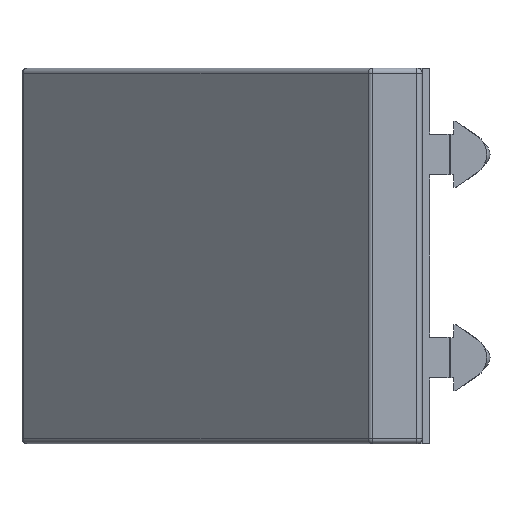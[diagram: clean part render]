
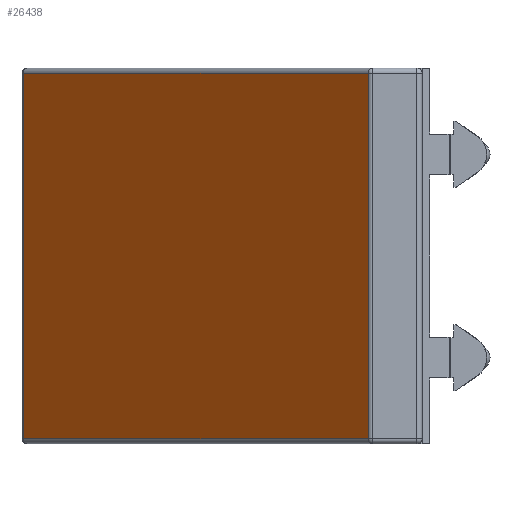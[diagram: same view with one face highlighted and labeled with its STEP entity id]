
A CAD part, left-side view. The second image highlights one B-rep face of the part: STEP entity #26438.
In plain terms, the highlighted face is planar.
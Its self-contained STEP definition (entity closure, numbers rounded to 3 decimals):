
#16299=ORIENTED_EDGE('',*,*,#20446,.T.);
#16300=ORIENTED_EDGE('',*,*,#20447,.T.);
#16301=ORIENTED_EDGE('',*,*,#20443,.F.);
#16302=ORIENTED_EDGE('',*,*,#20448,.T.);
#17381=VECTOR('',#24365,1.);
#17382=VECTOR('',#24372,1.);
#17383=VECTOR('',#24373,1.);
#17384=VECTOR('',#24374,1.);
#18323=LINE('',#34325,#17381);
#18324=LINE('',#34331,#17382);
#18325=LINE('',#34332,#17383);
#18326=LINE('',#34333,#17384);
#19169=VERTEX_POINT('',#34323);
#19170=VERTEX_POINT('',#34324);
#19171=VERTEX_POINT('',#34329);
#19172=VERTEX_POINT('',#34330);
#20443=EDGE_CURVE('',#19169,#19170,#18323,.T.);
#20446=EDGE_CURVE('',#19171,#19172,#18324,.T.);
#20447=EDGE_CURVE('',#19172,#19170,#18325,.T.);
#20448=EDGE_CURVE('',#19169,#19171,#18326,.T.);
#21105=EDGE_LOOP('',(#16299,#16300,#16301,#16302));
#21793=FACE_BOUND('',#21105,.T.);
#24365=DIRECTION('',(0.,0.,72.));
#24370=DIRECTION('',(0.,1.,0.));
#24371=DIRECTION('',(1.,0.,0.));
#24372=DIRECTION('',(0.,0.,72.));
#24373=DIRECTION('',(96.045,0.,0.));
#24374=DIRECTION('',(-96.045,0.,0.));
#25422=AXIS2_PLACEMENT_3D('',#34328,#24370,#24371);
#25917=PLANE('',#25422);
#26438=ADVANCED_FACE('',(#21793),#25917,.T.);
#34323=CARTESIAN_POINT('',(96.459,6.,-73.));
#34324=CARTESIAN_POINT('',(96.459,6.,-1.));
#34325=CARTESIAN_POINT('',(96.459,6.,-73.));
#34328=CARTESIAN_POINT('',(96.459,6.,0.));
#34329=CARTESIAN_POINT('',(0.414,6.,-73.));
#34330=CARTESIAN_POINT('',(0.414,6.,-1.));
#34331=CARTESIAN_POINT('',(0.414,6.,-73.));
#34332=CARTESIAN_POINT('',(0.414,6.,-1.));
#34333=CARTESIAN_POINT('',(96.459,6.,-73.));
